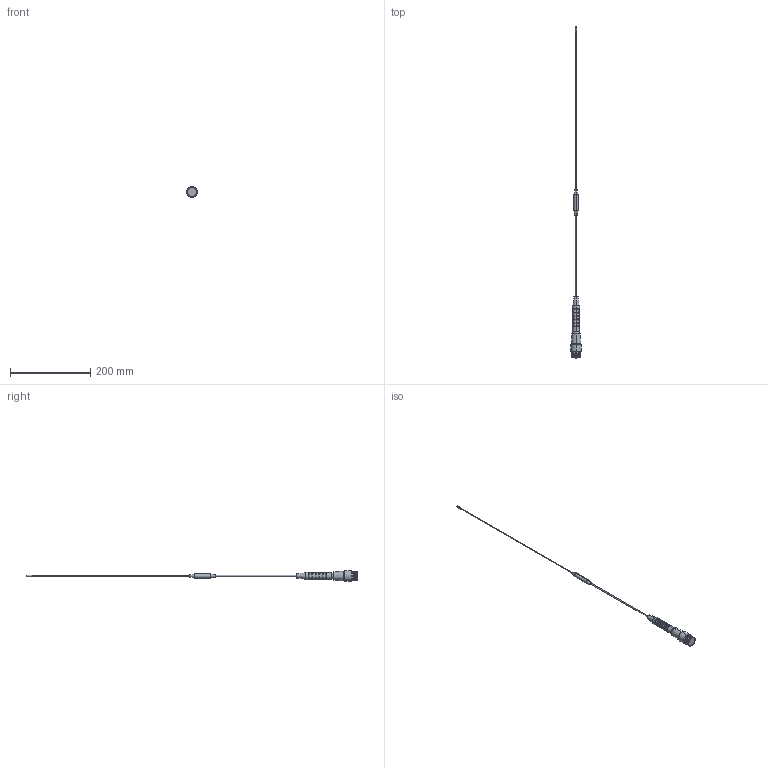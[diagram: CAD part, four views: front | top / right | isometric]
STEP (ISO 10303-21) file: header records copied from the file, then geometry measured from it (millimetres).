
FILE_DESCRIPTION (( 'STEP AP214' ), '1' );
FILE_NAME ('LCANRBD1082_3D.step', '2025-03-19T23:29:21', ( '' ), ( '' ), 'SwSTEP 2.0', 'SolidWorks 2022', '' );
FILE_SCHEMA (( 'AUTOMOTIVE_DESIGN' ));
Length unit declared in the file: inch
Products named in the file (1): LCANRBD1082_3D
Bounding box: 26.71 x 825 x 26.71 mm (x, y, z)
Volume: 54104.9 mm3; surface area: 16962.5 mm2
Topology: 1 solids, 1 shells, 167 faces, 422 edges, 263 vertices
Faces by surface type: plane 69, cylinder 46, torus 30, cone 22
Entity records: 5038 total; most frequent: DIRECTION 928, CARTESIAN_POINT 851, ORIENTED_EDGE 840, EDGE_CURVE 420, AXIS2_PLACEMENT_3D 340, VERTEX_POINT 263, LINE 248, VECTOR 248
